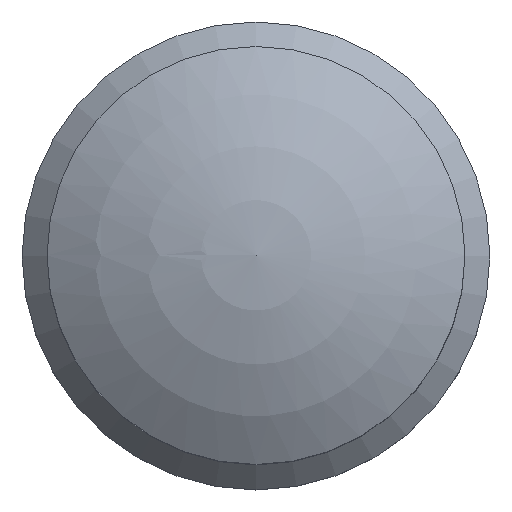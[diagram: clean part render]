
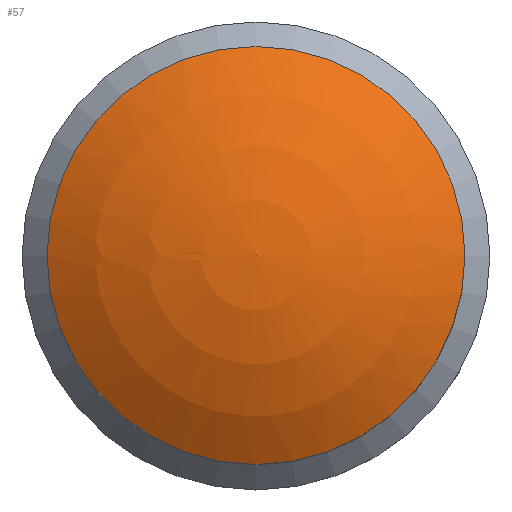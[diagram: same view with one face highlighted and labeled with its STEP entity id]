
A CAD part, top view. The second image highlights one B-rep face of the part: STEP entity #57.
In plain terms, the highlighted spherical face has radius 6.111 mm.
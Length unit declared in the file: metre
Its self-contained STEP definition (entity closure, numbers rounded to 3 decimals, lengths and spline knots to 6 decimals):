
#12=SPHERICAL_SURFACE('',#79,0.006111);
#23=ORIENTED_EDGE('',*,*,#27,.T.);
#27=EDGE_CURVE('',#31,#31,#35,.T.);
#31=VERTEX_POINT('',#112);
#35=CIRCLE('',#78,0.00335);
#43=EDGE_LOOP('',(#23));
#51=FACE_BOUND('',#43,.T.);
#57=ADVANCED_FACE('',(#51),#12,.T.);
#78=AXIS2_PLACEMENT_3D('',#111,#96,#97);
#79=AXIS2_PLACEMENT_3D('',#113,#98,#99);
#96=DIRECTION('',(0.,0.,1.));
#97=DIRECTION('',(1.,0.,0.));
#98=DIRECTION('',(0.,0.,1.));
#99=DIRECTION('',(-1.,0.,0.));
#111=CARTESIAN_POINT('',(0.,0.,0.00525));
#112=CARTESIAN_POINT('',(0.00335,0.,0.00525));
#113=CARTESIAN_POINT('',(0.,0.,0.000139));
